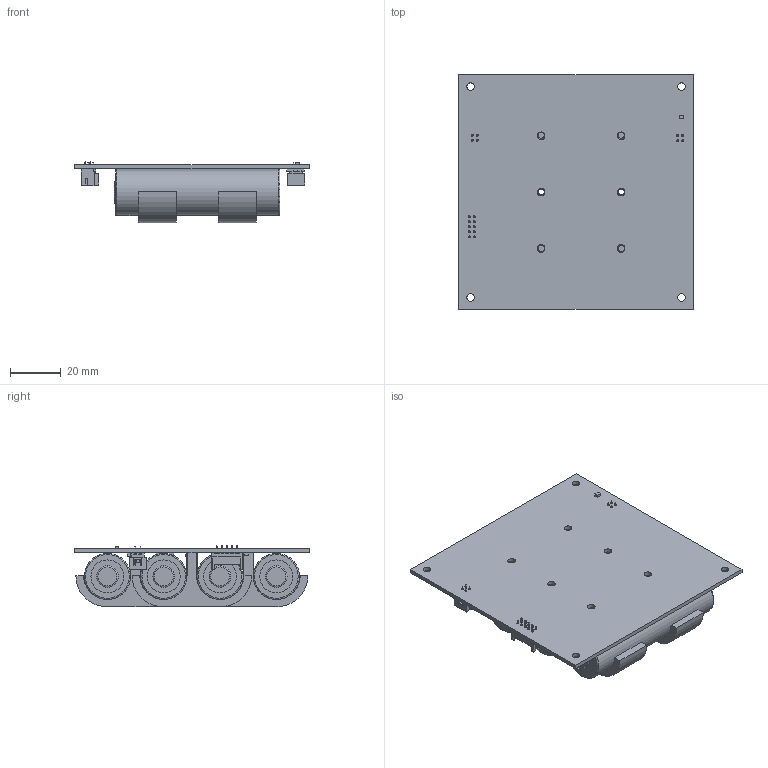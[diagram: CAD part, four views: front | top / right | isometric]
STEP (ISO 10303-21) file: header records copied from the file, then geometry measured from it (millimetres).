
FILE_DESCRIPTION(('Open CASCADE Model'),'2;1');
FILE_NAME('Open CASCADE Shape Model','2021-02-15T20:17:17',('Author'),( 'Open CASCADE'),'Open CASCADE STEP processor 6.8','Open CASCADE 6.8' ,'Unknown');
FILE_SCHEMA(('AUTOMOTIVE_DESIGN { 1 0 10303 214 1 1 1 1 }'));
Length unit declared in the file: millimetre
Products named in the file (43): PCB; Board; Open CASCADE STEP translator 6.8 2.1.1; C56; 6517848192; Extruded; R58; 6518261856; R57; BAT; 878310441; Open CASCADE STEP translator 6.8 2.5.1.1; Open CASCADE STEP translator 6.8 2.5.1.2; HEAT2; 6518262176; D6_1; 6517834432; R25; HEAT1; R49; 6517848912; Heaters; BATPACK; User_Library-Hirose_-_DF11-10DP-2DSA(24)_(Shrouded_Header_2mm,_10_Pin); U6_1; 6517846352; R59_1; R60_1; Designator7; Battery_Bracket_Double; User_Library-18650_battery; Q7; 6518262656; C60; U7; C55; U6
Assembly tree (58 placements, depth 4):
  PCB
    Board
      Open CASCADE STEP translator 6.8 2.1.1
    C56
      6517848192
        Extruded
    R58
      6518261856
        Extruded
    R57
      6518261856
        Extruded
    BAT
      878310441
        Open CASCADE STEP translator 6.8 2.5.1.1
        Open CASCADE STEP translator 6.8 2.5.1.2
    HEAT2
      6518262176
        Extruded
    D6_1
      6517834432
        Extruded
    R25
      6518261856
        Extruded
    HEAT1
      6518262176
        Extruded
    R49
      6517848912
        Extruded
    Heaters
      878310441
        Open CASCADE STEP translator 6.8 2.5.1.1
        Open CASCADE STEP translator 6.8 2.5.1.2
    BATPACK
      User_Library-Hirose_-_DF11-10DP-2DSA(24)_(Shrouded_Header_2mm,_10_Pin)
    U6_1
      6517846352
        Extruded
    R59_1
      6517848912
        Extruded
    R60_1
      6517848912
        Extruded
    Designator7
      Battery_Bracket_Double  x4
      User_Library-18650_battery  x4
    Q7
      6518262656
        Extruded
    C60
      6517848192
        Extruded
    U7
      6517846352
        Extruded
    C55
      6517848192
Bounding box: 92.46 x 92.46 x 24.2 mm (x, y, z)
Volume: 107630.4 mm3; surface area: 54290.7 mm2
Topology: 38 solids, 38 shells, 809 faces, 1974 edges, 1279 vertices
Faces by surface type: plane 705, cylinder 92, torus 12
Full cylindrical faces by diameter (mm): 0.8 x18, 3 x10, 8.5 x4, 13 x8, 18.2 x4
Entity records: 15974 total; most frequent: CARTESIAN_POINT 2663, DIRECTION 2510, ORIENTED_EDGE 2508, EDGE_CURVE 1254, LINE 1138, VECTOR 1138, VERTEX_POINT 794, AXIS2_PLACEMENT_3D 686
